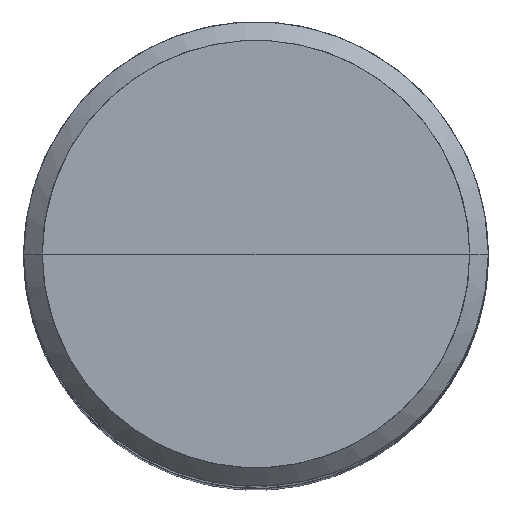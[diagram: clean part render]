
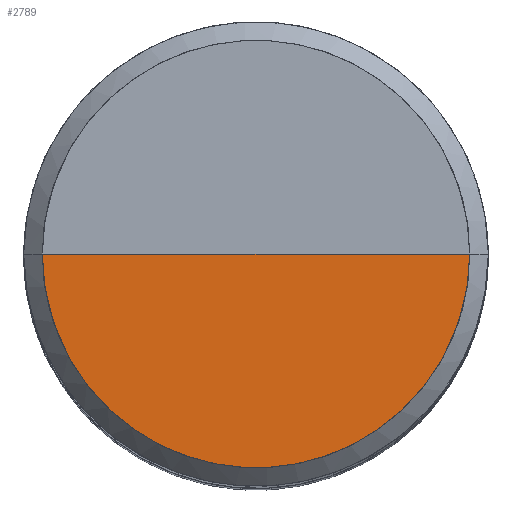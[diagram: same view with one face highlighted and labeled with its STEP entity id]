
A CAD part, top view. The second image highlights one B-rep face of the part: STEP entity #2789.
In plain terms, the highlighted free-form (B-spline) face has degree [1, 2] with [2, 5] control points.
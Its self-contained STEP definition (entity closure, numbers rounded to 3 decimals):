
#2307=CARTESIAN_POINT('',(11.5,0.0,52.0));
#2311=CARTESIAN_POINT('',(-11.5,0.0,52.0));
#2312=CARTESIAN_POINT('',(0.0,0.0,52.0));
#2328=CARTESIAN_POINT('',(-11.5,-11.5,52.0));
#2329=CARTESIAN_POINT('',(0.0,-11.5,52.0));
#2330=CARTESIAN_POINT('',(11.5,-11.5,52.0));
#2774=(
BOUNDED_SURFACE()
B_SPLINE_SURFACE(1,2,(
(#2311,#2328,#2329,#2330,#2307),
(#2312,#2312,#2312,#2312,#2312)
), .UNSPECIFIED.,.F.,.F.,.F.)
B_SPLINE_SURFACE_WITH_KNOTS((2,2),(3,2,3),(
0.0,1.0),(
0.0,0.5,1.0), .UNSPECIFIED.)
GEOMETRIC_REPRESENTATION_ITEM()
RATIONAL_B_SPLINE_SURFACE(((1.0,0.707,1.0,0.707,1.0),
(1.0,0.707,1.0,0.707,1.0)
))
REPRESENTATION_ITEM('')
SURFACE()
);
#2775=(
BOUNDED_CURVE()
B_SPLINE_CURVE(2,(#2307,#2330,#2329,#2328,#2311),.UNSPECIFIED.,.F.,.F.)
B_SPLINE_CURVE_WITH_KNOTS((3,2,3),
(0.0,0.5,1.0),.UNSPECIFIED.)
CURVE()
GEOMETRIC_REPRESENTATION_ITEM()
RATIONAL_B_SPLINE_CURVE((1.0,0.707,1.0,0.707,1.0))
REPRESENTATION_ITEM('')
);
#2776=(
BOUNDED_CURVE()
B_SPLINE_CURVE(1,(#2311,#2312),.UNSPECIFIED.,.F.,.F.)
B_SPLINE_CURVE_WITH_KNOTS((2,2),
(0.0,1.0),.UNSPECIFIED.)
CURVE()
GEOMETRIC_REPRESENTATION_ITEM()
RATIONAL_B_SPLINE_CURVE((1.0,1.0))
REPRESENTATION_ITEM('')
);
#2777=(
BOUNDED_CURVE()
B_SPLINE_CURVE(1,(#2312,#2307),.UNSPECIFIED.,.F.,.F.)
B_SPLINE_CURVE_WITH_KNOTS((2,2),
(0.0,1.0),.UNSPECIFIED.)
CURVE()
GEOMETRIC_REPRESENTATION_ITEM()
RATIONAL_B_SPLINE_CURVE((1.0,1.0))
REPRESENTATION_ITEM('')
);
#2778=VERTEX_POINT('',#2307);
#2779=VERTEX_POINT('',#2311);
#2780=VERTEX_POINT('',#2312);
#2781=EDGE_CURVE('',#2778,#2779,#2775,.T.);
#2782=EDGE_CURVE('',#2779,#2780,#2776,.T.);
#2783=EDGE_CURVE('',#2780,#2778,#2777,.T.);
#2784=ORIENTED_EDGE('',*,*,#2781,.T.);
#2785=ORIENTED_EDGE('',*,*,#2782,.T.);
#2786=ORIENTED_EDGE('',*,*,#2783,.T.);
#2787=EDGE_LOOP('',(#2784,#2785,#2786));
#2788=FACE_OUTER_BOUND('',#2787,.T.);
#2789=ADVANCED_FACE('',(#2788),#2774,.T.);
